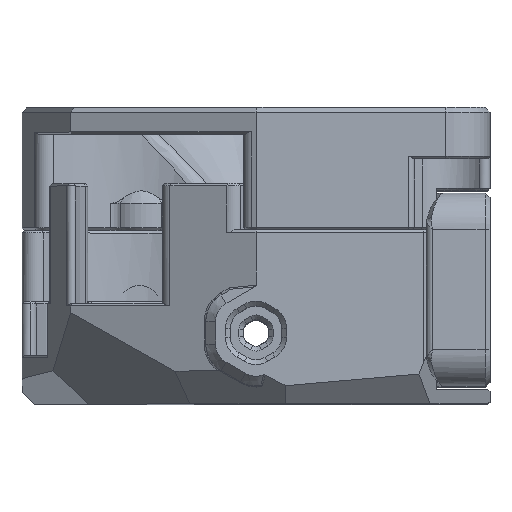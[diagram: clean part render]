
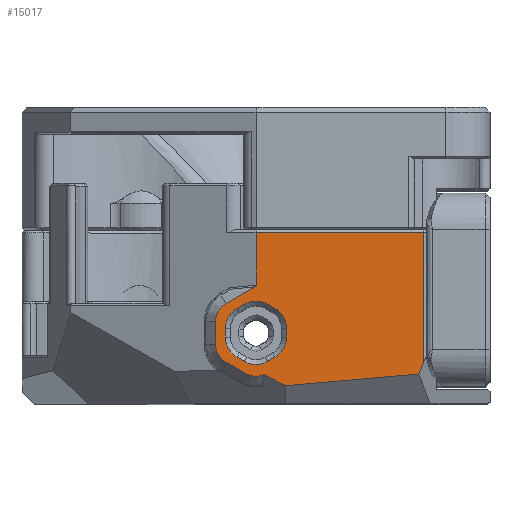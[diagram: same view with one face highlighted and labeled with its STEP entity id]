
A CAD part, top view. The second image highlights one B-rep face of the part: STEP entity #15017.
In plain terms, the highlighted planar face has unit normal (0, 0, 1).
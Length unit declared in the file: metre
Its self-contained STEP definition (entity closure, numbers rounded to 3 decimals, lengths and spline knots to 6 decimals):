
#292=ELLIPSE('',#16072,0.000525,0.0002);
#367=B_SPLINE_CURVE_WITH_KNOTS('',3,(#22753,#22754,#22755,#22756),
 .UNSPECIFIED.,.F.,.F.,(4,4),(0.,0.000118),
 .UNSPECIFIED.);
#769=CIRCLE('',#16066,0.0019);
#770=CIRCLE('',#16067,0.0019);
#771=CIRCLE('',#16068,0.0019);
#772=CIRCLE('',#16069,0.0019);
#773=CIRCLE('',#16070,0.0019);
#774=CIRCLE('',#16071,0.0019);
#775=CIRCLE('',#16073,0.0017);
#776=CIRCLE('',#16074,0.0017);
#777=CIRCLE('',#16075,0.0017);
#1636=ORIENTED_EDGE('',*,*,#6137,.T.);
#1637=ORIENTED_EDGE('',*,*,#6138,.T.);
#1638=ORIENTED_EDGE('',*,*,#6139,.T.);
#1639=ORIENTED_EDGE('',*,*,#6140,.T.);
#1640=ORIENTED_EDGE('',*,*,#6141,.T.);
#1641=ORIENTED_EDGE('',*,*,#6142,.T.);
#1642=ORIENTED_EDGE('',*,*,#6143,.T.);
#1643=ORIENTED_EDGE('',*,*,#6144,.T.);
#1644=ORIENTED_EDGE('',*,*,#6145,.T.);
#1645=ORIENTED_EDGE('',*,*,#6146,.T.);
#1646=ORIENTED_EDGE('',*,*,#6147,.T.);
#1647=ORIENTED_EDGE('',*,*,#6148,.T.);
#1648=ORIENTED_EDGE('',*,*,#6149,.T.);
#1649=ORIENTED_EDGE('',*,*,#6150,.T.);
#1650=ORIENTED_EDGE('',*,*,#6151,.T.);
#1651=ORIENTED_EDGE('',*,*,#6152,.T.);
#1652=ORIENTED_EDGE('',*,*,#6153,.T.);
#1653=ORIENTED_EDGE('',*,*,#6154,.T.);
#1654=ORIENTED_EDGE('',*,*,#6155,.T.);
#1655=ORIENTED_EDGE('',*,*,#6156,.T.);
#1656=ORIENTED_EDGE('',*,*,#6157,.T.);
#1657=ORIENTED_EDGE('',*,*,#6158,.T.);
#1658=ORIENTED_EDGE('',*,*,#6159,.T.);
#1659=ORIENTED_EDGE('',*,*,#6160,.T.);
#1660=ORIENTED_EDGE('',*,*,#6161,.T.);
#1661=ORIENTED_EDGE('',*,*,#6162,.T.);
#6137=EDGE_CURVE('',#8383,#8384,#9738,.T.);
#6138=EDGE_CURVE('',#8384,#8385,#769,.F.);
#6139=EDGE_CURVE('',#8385,#8386,#9739,.T.);
#6140=EDGE_CURVE('',#8386,#8387,#770,.F.);
#6141=EDGE_CURVE('',#8387,#8388,#9740,.T.);
#6142=EDGE_CURVE('',#8388,#8389,#771,.F.);
#6143=EDGE_CURVE('',#8389,#8390,#9741,.T.);
#6144=EDGE_CURVE('',#8390,#8391,#772,.F.);
#6145=EDGE_CURVE('',#8391,#8392,#9742,.T.);
#6146=EDGE_CURVE('',#8392,#8393,#773,.F.);
#6147=EDGE_CURVE('',#8393,#8394,#9743,.T.);
#6148=EDGE_CURVE('',#8394,#8383,#774,.F.);
#6149=EDGE_CURVE('',#8395,#8396,#9744,.T.);
#6150=EDGE_CURVE('',#8396,#8397,#9745,.T.);
#6151=EDGE_CURVE('',#8397,#8398,#9746,.T.);
#6152=EDGE_CURVE('',#8398,#8399,#292,.F.);
#6153=EDGE_CURVE('',#8399,#8400,#9747,.T.);
#6154=EDGE_CURVE('',#8400,#8401,#775,.T.);
#6155=EDGE_CURVE('',#8401,#8402,#9748,.T.);
#6156=EDGE_CURVE('',#8402,#8403,#776,.T.);
#6157=EDGE_CURVE('',#8403,#8404,#9749,.T.);
#6158=EDGE_CURVE('',#8404,#8405,#777,.T.);
#6159=EDGE_CURVE('',#8405,#8406,#367,.T.);
#6160=EDGE_CURVE('',#8406,#8407,#9750,.F.);
#6161=EDGE_CURVE('',#8407,#8408,#9751,.F.);
#6162=EDGE_CURVE('',#8408,#8395,#9752,.F.);
#8383=VERTEX_POINT('',#22709);
#8384=VERTEX_POINT('',#22710);
#8385=VERTEX_POINT('',#22712);
#8386=VERTEX_POINT('',#22714);
#8387=VERTEX_POINT('',#22716);
#8388=VERTEX_POINT('',#22718);
#8389=VERTEX_POINT('',#22720);
#8390=VERTEX_POINT('',#22722);
#8391=VERTEX_POINT('',#22724);
#8392=VERTEX_POINT('',#22726);
#8393=VERTEX_POINT('',#22728);
#8394=VERTEX_POINT('',#22730);
#8395=VERTEX_POINT('',#22733);
#8396=VERTEX_POINT('',#22734);
#8397=VERTEX_POINT('',#22736);
#8398=VERTEX_POINT('',#22738);
#8399=VERTEX_POINT('',#22740);
#8400=VERTEX_POINT('',#22742);
#8401=VERTEX_POINT('',#22744);
#8402=VERTEX_POINT('',#22746);
#8403=VERTEX_POINT('',#22748);
#8404=VERTEX_POINT('',#22750);
#8405=VERTEX_POINT('',#22752);
#8406=VERTEX_POINT('',#22757);
#8407=VERTEX_POINT('',#22759);
#8408=VERTEX_POINT('',#22761);
#9738=LINE('',#22708,#11149);
#9739=LINE('',#22713,#11150);
#9740=LINE('',#22717,#11151);
#9741=LINE('',#22721,#11152);
#9742=LINE('',#22725,#11153);
#9743=LINE('',#22729,#11154);
#9744=LINE('',#22732,#11155);
#9745=LINE('',#22735,#11156);
#9746=LINE('',#22737,#11157);
#9747=LINE('',#22741,#11158);
#9748=LINE('',#22745,#11159);
#9749=LINE('',#22749,#11160);
#9750=LINE('',#22758,#11161);
#9751=LINE('',#22760,#11162);
#9752=LINE('',#22762,#11163);
#11149=VECTOR('',#17944,1.);
#11150=VECTOR('',#17947,1.);
#11151=VECTOR('',#17950,1.);
#11152=VECTOR('',#17953,1.);
#11153=VECTOR('',#17956,1.);
#11154=VECTOR('',#17959,1.);
#11155=VECTOR('',#17962,1.);
#11156=VECTOR('',#17963,1.);
#11157=VECTOR('',#17964,1.);
#11158=VECTOR('',#17967,1.);
#11159=VECTOR('',#17970,1.);
#11160=VECTOR('',#17973,1.);
#11161=VECTOR('',#17976,1.);
#11162=VECTOR('',#17977,1.);
#11163=VECTOR('',#17978,1.);
#12442=EDGE_LOOP('',(#1636,#1637,#1638,#1639,#1640,#1641,#1642,#1643,#1644,
#1645,#1646,#1647));
#12443=EDGE_LOOP('',(#1648,#1649,#1650,#1651,#1652,#1653,#1654,#1655,#1656,
#1657,#1658,#1659,#1660,#1661));
#13492=FACE_BOUND('',#12442,.T.);
#13493=FACE_BOUND('',#12443,.T.);
#14521=PLANE('',#16065);
#15017=ADVANCED_FACE('',(#13492,#13493),#14521,.T.);
#16065=AXIS2_PLACEMENT_3D('',#22707,#17942,#17943);
#16066=AXIS2_PLACEMENT_3D('',#22711,#17945,#17946);
#16067=AXIS2_PLACEMENT_3D('',#22715,#17948,#17949);
#16068=AXIS2_PLACEMENT_3D('',#22719,#17951,#17952);
#16069=AXIS2_PLACEMENT_3D('',#22723,#17954,#17955);
#16070=AXIS2_PLACEMENT_3D('',#22727,#17957,#17958);
#16071=AXIS2_PLACEMENT_3D('',#22731,#17960,#17961);
#16072=AXIS2_PLACEMENT_3D('',#22739,#17965,#17966);
#16073=AXIS2_PLACEMENT_3D('',#22743,#17968,#17969);
#16074=AXIS2_PLACEMENT_3D('',#22747,#17971,#17972);
#16075=AXIS2_PLACEMENT_3D('',#22751,#17974,#17975);
#17942=DIRECTION('',(0.,0.,1.));
#17943=DIRECTION('',(1.,0.,0.));
#17944=DIRECTION('',(0.866,-0.5,0.));
#17945=DIRECTION('',(0.,0.,1.));
#17946=DIRECTION('',(1.,0.,0.));
#17947=DIRECTION('',(0.,-1.,0.));
#17948=DIRECTION('',(0.,0.,1.));
#17949=DIRECTION('',(1.,0.,0.));
#17950=DIRECTION('',(-0.866,-0.5,0.));
#17951=DIRECTION('',(0.,0.,1.));
#17952=DIRECTION('',(1.,0.,0.));
#17953=DIRECTION('',(-0.866,0.5,0.));
#17954=DIRECTION('',(0.,0.,1.));
#17955=DIRECTION('',(1.,0.,0.));
#17956=DIRECTION('',(0.,1.,0.));
#17957=DIRECTION('',(0.,0.,1.));
#17958=DIRECTION('',(1.,0.,0.));
#17959=DIRECTION('',(0.866,0.5,0.));
#17960=DIRECTION('',(0.,0.,1.));
#17961=DIRECTION('',(1.,0.,0.));
#17962=DIRECTION('',(0.,1.,0.));
#17963=DIRECTION('',(-1.,0.,0.));
#17964=DIRECTION('',(0.,-1.,0.));
#17965=DIRECTION('',(0.,0.,1.));
#17966=DIRECTION('',(0.995,0.099,0.));
#17967=DIRECTION('',(-0.866,-0.5,0.));
#17968=DIRECTION('',(0.,0.,1.));
#17969=DIRECTION('',(1.,0.,0.));
#17970=DIRECTION('',(0.,-1.,0.));
#17971=DIRECTION('',(0.,0.,1.));
#17972=DIRECTION('',(1.,0.,0.));
#17973=DIRECTION('',(0.866,-0.5,0.));
#17974=DIRECTION('',(0.,0.,1.));
#17975=DIRECTION('',(1.,0.,0.));
#17976=DIRECTION('',(-0.89,0.456,0.));
#17977=DIRECTION('',(-0.996,-0.087,0.));
#17978=DIRECTION('',(-0.363,-0.932,0.));
#22707=CARTESIAN_POINT('',(0.,-0.024202,0.0191));
#22708=CARTESIAN_POINT('',(0.00155,-0.016408,0.0191));
#22709=CARTESIAN_POINT('',(0.00095,-0.016062,0.0191));
#22710=CARTESIAN_POINT('',(0.00155,-0.016408,0.0191));
#22711=CARTESIAN_POINT('',(0.0006,-0.018054,0.0191));
#22712=CARTESIAN_POINT('',(0.0025,-0.018054,0.0191));
#22713=CARTESIAN_POINT('',(0.0025,-0.018746,0.0191));
#22714=CARTESIAN_POINT('',(0.0025,-0.018746,0.0191));
#22715=CARTESIAN_POINT('',(0.0006,-0.018746,0.0191));
#22716=CARTESIAN_POINT('',(0.00155,-0.020392,0.0191));
#22717=CARTESIAN_POINT('',(0.00095,-0.020738,0.0191));
#22718=CARTESIAN_POINT('',(0.00095,-0.020738,0.0191));
#22719=CARTESIAN_POINT('',(0.,-0.019093,0.0191));
#22720=CARTESIAN_POINT('',(-0.00095,-0.020738,0.0191));
#22721=CARTESIAN_POINT('',(-0.00155,-0.020392,0.0191));
#22722=CARTESIAN_POINT('',(-0.00155,-0.020392,0.0191));
#22723=CARTESIAN_POINT('',(-0.0006,-0.018746,0.0191));
#22724=CARTESIAN_POINT('',(-0.0025,-0.018746,0.0191));
#22725=CARTESIAN_POINT('',(-0.0025,-0.018054,0.0191));
#22726=CARTESIAN_POINT('',(-0.0025,-0.018054,0.0191));
#22727=CARTESIAN_POINT('',(-0.0006,-0.018054,0.0191));
#22728=CARTESIAN_POINT('',(-0.00155,-0.016408,0.0191));
#22729=CARTESIAN_POINT('',(-0.00095,-0.016062,0.0191));
#22730=CARTESIAN_POINT('',(-0.00095,-0.016062,0.0191));
#22731=CARTESIAN_POINT('',(0.,-0.017707,0.0191));
#22732=CARTESIAN_POINT('',(0.0137,-0.01,0.0191));
#22733=CARTESIAN_POINT('',(0.0137,-0.020778,0.0191));
#22734=CARTESIAN_POINT('',(0.0137,-0.0102,0.0191));
#22735=CARTESIAN_POINT('',(0.,-0.0102,0.0191));
#22736=CARTESIAN_POINT('',(0.,-0.0102,0.0191));
#22737=CARTESIAN_POINT('',(0.,0.000002,0.0191));
#22738=CARTESIAN_POINT('',(0.,-0.01452,0.0191));
#22739=CARTESIAN_POINT('',(-0.000523,-0.014565,0.0191));
#22740=CARTESIAN_POINT('',(-0.00011,-0.014653,0.0191));
#22741=CARTESIAN_POINT('',(-0.004162,-0.016993,0.0191));
#22742=CARTESIAN_POINT('',(-0.00245,-0.016004,0.0191));
#22743=CARTESIAN_POINT('',(-0.0016,-0.017476,0.0191));
#22744=CARTESIAN_POINT('',(-0.0033,-0.017476,0.0191));
#22745=CARTESIAN_POINT('',(-0.0033,-0.024202,0.0191));
#22746=CARTESIAN_POINT('',(-0.0033,-0.019324,0.0191));
#22747=CARTESIAN_POINT('',(-0.0016,-0.019324,0.0191));
#22748=CARTESIAN_POINT('',(-0.00245,-0.020796,0.0191));
#22749=CARTESIAN_POINT('',(0.000862,-0.022708,0.0191));
#22750=CARTESIAN_POINT('',(-0.00085,-0.02172,0.0191));
#22751=CARTESIAN_POINT('',(0.,-0.020248,0.0191));
#22752=CARTESIAN_POINT('',(0.000619,-0.021831,0.0191));
#22753=CARTESIAN_POINT('',(0.000619,-0.021831,0.0191));
#22754=CARTESIAN_POINT('',(0.000656,-0.021816,0.0191));
#22755=CARTESIAN_POINT('',(0.000698,-0.021817,0.0191));
#22756=CARTESIAN_POINT('',(0.000733,-0.021835,0.0191));
#22757=CARTESIAN_POINT('',(0.000733,-0.021835,0.0191));
#22758=CARTESIAN_POINT('',(0.001113,-0.02203,0.0191));
#22759=CARTESIAN_POINT('',(0.002449,-0.022714,0.0191));
#22760=CARTESIAN_POINT('',(-0.000111,-0.022938,0.0191));
#22761=CARTESIAN_POINT('',(0.013317,-0.021763,0.0191));
#22762=CARTESIAN_POINT('',(0.01074,-0.028383,0.0191));
